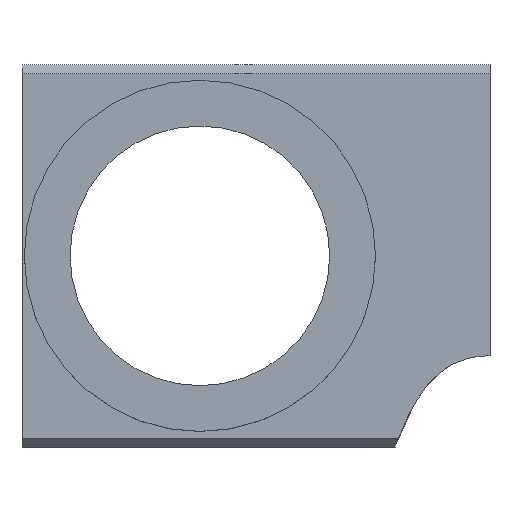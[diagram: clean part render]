
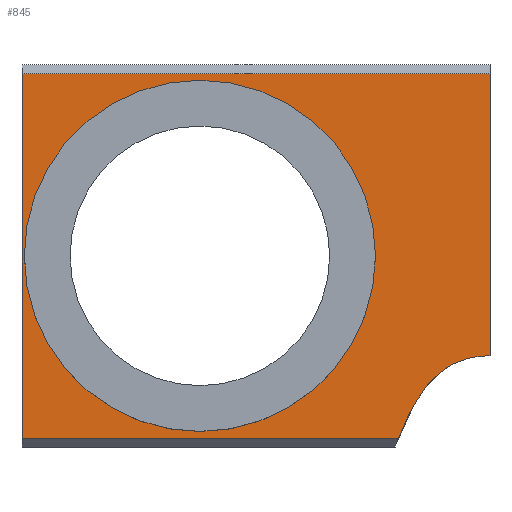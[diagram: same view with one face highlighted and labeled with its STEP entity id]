
A CAD part, top view. The second image highlights one B-rep face of the part: STEP entity #845.
In plain terms, the highlighted planar face has unit normal (0, 0, 1).
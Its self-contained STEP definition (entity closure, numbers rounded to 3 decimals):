
#47=FACE_BOUND('',#179,.T.);
#62=PLANE('',#943);
#83=CIRCLE('',#936,21.);
#124=FACE_OUTER_BOUND('',#178,.T.);
#178=EDGE_LOOP('',(#638,#639,#640,#641,#642,#643));
#179=EDGE_LOOP('',(#644));
#236=B_SPLINE_CURVE_WITH_KNOTS('',3,(#2315,#2316,#2317,#2318,#2319,#2320,
#2321,#2322,#2323,#2324),.UNSPECIFIED.,.F.,.F.,(4,2,2,2,4),(0.054,
0.96,1.432,1.667,1.913),
 .UNSPECIFIED.);
#283=LINE('',#2348,#322);
#286=LINE('',#2354,#325);
#289=LINE('',#2360,#328);
#292=LINE('',#2366,#331);
#295=LINE('',#2370,#334);
#322=VECTOR('',#1053,10.);
#325=VECTOR('',#1058,10.);
#328=VECTOR('',#1063,10.);
#331=VECTOR('',#1068,10.);
#334=VECTOR('',#1073,10.);
#370=VERTEX_POINT('',#2266);
#374=VERTEX_POINT('',#2312);
#375=VERTEX_POINT('',#2314);
#377=VERTEX_POINT('',#2347);
#379=VERTEX_POINT('',#2353);
#381=VERTEX_POINT('',#2359);
#383=VERTEX_POINT('',#2365);
#460=EDGE_CURVE('',#370,#370,#83,.T.);
#465=EDGE_CURVE('',#375,#374,#236,.T.);
#468=EDGE_CURVE('',#377,#375,#283,.T.);
#471=EDGE_CURVE('',#379,#377,#286,.T.);
#474=EDGE_CURVE('',#381,#379,#289,.T.);
#477=EDGE_CURVE('',#383,#381,#292,.T.);
#480=EDGE_CURVE('',#374,#383,#295,.T.);
#638=ORIENTED_EDGE('',*,*,#480,.T.);
#639=ORIENTED_EDGE('',*,*,#477,.T.);
#640=ORIENTED_EDGE('',*,*,#474,.T.);
#641=ORIENTED_EDGE('',*,*,#471,.T.);
#642=ORIENTED_EDGE('',*,*,#468,.T.);
#643=ORIENTED_EDGE('',*,*,#465,.T.);
#644=ORIENTED_EDGE('',*,*,#460,.T.);
#845=ADVANCED_FACE('',(#124,#47),#62,.T.);
#936=AXIS2_PLACEMENT_3D('',#2267,#1044,#1045);
#943=AXIS2_PLACEMENT_3D('',#2371,#1074,#1075);
#1044=DIRECTION('center_axis',(0.,0.,-1.));
#1045=DIRECTION('ref_axis',(1.,0.,0.));
#1053=DIRECTION('',(1.,0.,0.));
#1058=DIRECTION('',(0.,-1.,0.));
#1063=DIRECTION('',(-1.,0.,0.));
#1068=DIRECTION('',(0.,1.,0.));
#1073=DIRECTION('',(1.,0.,0.));
#1074=DIRECTION('center_axis',(0.,0.,1.));
#1075=DIRECTION('ref_axis',(1.,0.,0.));
#2266=CARTESIAN_POINT('',(-21.,0.,1.12));
#2267=CARTESIAN_POINT('Origin',(0.,0.,1.12));
#2312=CARTESIAN_POINT('',(37.713,-13.075,1.12));
#2314=CARTESIAN_POINT('',(26.,-23.9,1.12));
#2315=CARTESIAN_POINT('Ctrl Pts',(26.,-23.9,1.12));
#2316=CARTESIAN_POINT('Ctrl Pts',(27.091,-21.089,1.12));
#2317=CARTESIAN_POINT('Ctrl Pts',(28.411,-18.424,1.12));
#2318=CARTESIAN_POINT('Ctrl Pts',(31.186,-15.404,1.12));
#2319=CARTESIAN_POINT('Ctrl Pts',(32.27,-14.559,1.12));
#2320=CARTESIAN_POINT('Ctrl Pts',(34.187,-13.675,1.12));
#2321=CARTESIAN_POINT('Ctrl Pts',(34.85,-13.455,1.12));
#2322=CARTESIAN_POINT('Ctrl Pts',(36.251,-13.151,1.12));
#2323=CARTESIAN_POINT('Ctrl Pts',(36.98,-13.077,1.12));
#2324=CARTESIAN_POINT('Ctrl Pts',(37.713,-13.075,1.12));
#2347=CARTESIAN_POINT('',(-23.3,-23.9,1.12));
#2348=CARTESIAN_POINT('',(-23.3,-23.9,1.12));
#2353=CARTESIAN_POINT('',(-23.3,23.9,1.12));
#2354=CARTESIAN_POINT('',(-23.3,23.9,1.12));
#2359=CARTESIAN_POINT('',(38.,23.9,1.12));
#2360=CARTESIAN_POINT('',(38.,23.9,1.12));
#2365=CARTESIAN_POINT('',(38.,-13.075,1.12));
#2366=CARTESIAN_POINT('',(38.,-13.075,1.12));
#2370=CARTESIAN_POINT('',(37.713,-13.075,1.12));
#2371=CARTESIAN_POINT('Origin',(7.35,0.,1.12));
